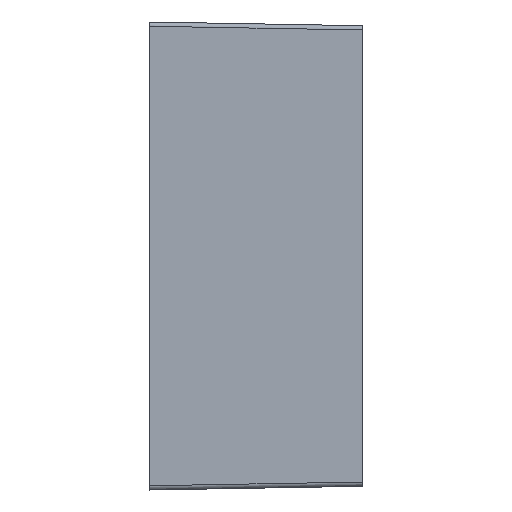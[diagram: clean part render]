
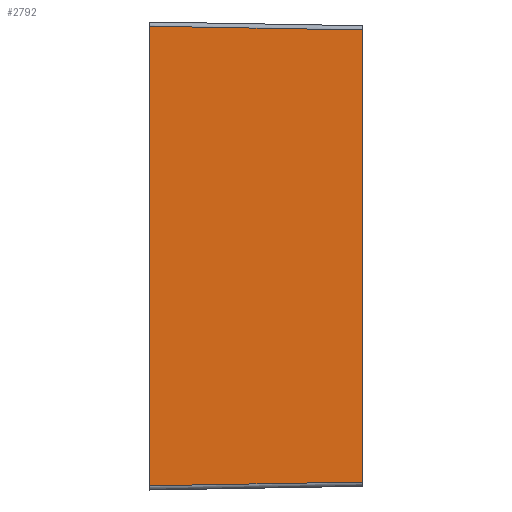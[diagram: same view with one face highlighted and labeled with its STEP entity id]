
A CAD part, left-side view. The second image highlights one B-rep face of the part: STEP entity #2792.
In plain terms, the highlighted planar face has unit normal (-1, -0.018, 0).
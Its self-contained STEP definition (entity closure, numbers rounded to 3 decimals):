
#244 = EDGE_LOOP ( 'NONE', ( #8485, #9839, #1750, #2356 ) ) ;
#648 = CARTESIAN_POINT ( 'NONE',  ( -225., 0., -108. ) ) ;
#669 = EDGE_CURVE ( 'NONE', #2104, #9282, #1413, .T. ) ;
#1413 = LINE ( 'NONE', #3211, #8397 ) ;
#1695 = EDGE_CURVE ( 'NONE', #2104, #2871, #9437, .T. ) ;
#1750 = ORIENTED_EDGE ( 'NONE', *, *, #669, .F. ) ;
#2104 = VERTEX_POINT ( 'NONE', #648 ) ;
#2356 = ORIENTED_EDGE ( 'NONE', *, *, #1695, .T. ) ;
#2430 = DIRECTION ( 'NONE',  ( 0., 0., 1. ) ) ;
#2570 = CARTESIAN_POINT ( 'NONE',  ( -223.254, -100., -106.255 ) ) ;
#2792 = ADVANCED_FACE ( 'NONE', ( #5545 ), #5426, .T. ) ;
#2871 = VERTEX_POINT ( 'NONE', #2570 ) ;
#3112 = CARTESIAN_POINT ( 'NONE',  ( -223.254, -100., 110. ) ) ;
#3211 = CARTESIAN_POINT ( 'NONE',  ( -225., 0., 110. ) ) ;
#3751 = DIRECTION ( 'NONE',  ( 0.017, -1., 0. ) ) ;
#3808 = EDGE_CURVE ( 'NONE', #10612, #2871, #4003, .T. ) ;
#3826 = VECTOR ( 'NONE', #7506, 1000. ) ;
#4003 = LINE ( 'NONE', #3112, #11289 ) ;
#4311 = EDGE_CURVE ( 'NONE', #10612, #9282, #10073, .T. ) ;
#5051 = CARTESIAN_POINT ( 'NONE',  ( -223.254, -100., 106.255 ) ) ;
#5426 = PLANE ( 'NONE',  #8597 ) ;
#5545 = FACE_OUTER_BOUND ( 'NONE', #244, .T. ) ;
#6209 = CARTESIAN_POINT ( 'NONE',  ( -225., 0., 110. ) ) ;
#7270 = DIRECTION ( 'NONE',  ( -1., -0.017, 0. ) ) ;
#7506 = DIRECTION ( 'NONE',  ( 0.017, -1., 0.017 ) ) ;
#7977 = CARTESIAN_POINT ( 'NONE',  ( -225.001, 0.035, 108.001 ) ) ;
#8397 = VECTOR ( 'NONE', #2430, 1000. ) ;
#8485 = ORIENTED_EDGE ( 'NONE', *, *, #3808, .F. ) ;
#8597 = AXIS2_PLACEMENT_3D ( 'NONE', #6209, #7270, #3751 ) ;
#9282 = VERTEX_POINT ( 'NONE', #11392 ) ;
#9437 = LINE ( 'NONE', #10511, #3826 ) ;
#9839 = ORIENTED_EDGE ( 'NONE', *, *, #4311, .T. ) ;
#10073 = LINE ( 'NONE', #7977, #11478 ) ;
#10410 = DIRECTION ( 'NONE',  ( 0., 0., -1. ) ) ;
#10511 = CARTESIAN_POINT ( 'NONE',  ( -224.934, -3.803, -107.934 ) ) ;
#10612 = VERTEX_POINT ( 'NONE', #5051 ) ;
#10735 = DIRECTION ( 'NONE',  ( -0.017, 1., 0.017 ) ) ;
#11289 = VECTOR ( 'NONE', #10410, 1000. ) ;
#11392 = CARTESIAN_POINT ( 'NONE',  ( -225., 0., 108. ) ) ;
#11478 = VECTOR ( 'NONE', #10735, 1000. ) ;
